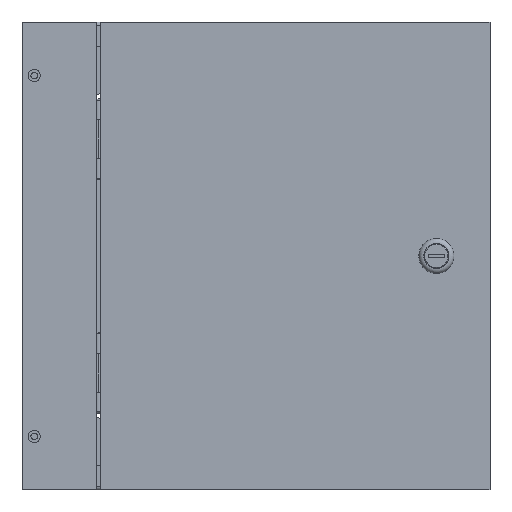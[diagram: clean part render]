
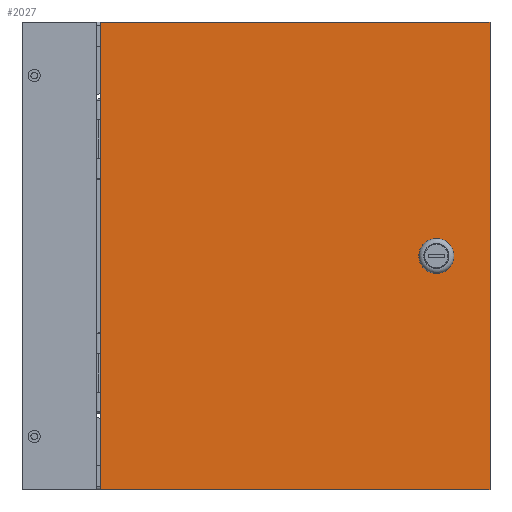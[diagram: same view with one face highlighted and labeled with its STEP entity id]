
A CAD part, front view. The second image highlights one B-rep face of the part: STEP entity #2027.
In plain terms, the highlighted planar face has unit normal (0, -1, 0).
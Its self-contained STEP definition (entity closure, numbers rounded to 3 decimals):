
#2027 = ADVANCED_FACE( '', ( #3958, #3959 ), #3960, .T. );
#3958 = FACE_BOUND( '', #30841, .T. );
#3959 = FACE_OUTER_BOUND( '', #30842, .T. );
#3960 = PLANE( '', #30843 );
#30841 = EDGE_LOOP( '', ( #37798, #37799, #37800, #37801 ) );
#30842 = EDGE_LOOP( '', ( #37802, #37803, #37804, #37805 ) );
#30843 = AXIS2_PLACEMENT_3D( '', #37806, #37807, #37808 );
#37798 = ORIENTED_EDGE( '', *, *, #39666, .F. );
#37799 = ORIENTED_EDGE( '', *, *, #38788, .F. );
#37800 = ORIENTED_EDGE( '', *, *, #38679, .F. );
#37801 = ORIENTED_EDGE( '', *, *, #38832, .F. );
#37802 = ORIENTED_EDGE( '', *, *, #39519, .T. );
#37803 = ORIENTED_EDGE( '', *, *, #39050, .T. );
#37804 = ORIENTED_EDGE( '', *, *, #38719, .T. );
#37805 = ORIENTED_EDGE( '', *, *, #38242, .T. );
#37806 = CARTESIAN_POINT( '', ( 0., 0., 0. ) );
#37807 = DIRECTION( '', ( 0., -1., 0. ) );
#37808 = DIRECTION( '', ( 0., 0., -1. ) );
#38242 = EDGE_CURVE( '', #40229, #40230, #40231, .T. );
#38679 = EDGE_CURVE( '', #40979, #40981, #40982, .T. );
#38719 = EDGE_CURVE( '', #41044, #40229, #41045, .T. );
#38788 = EDGE_CURVE( '', #40981, #41146, #41147, .T. );
#38832 = EDGE_CURVE( '', #41217, #40979, #41219, .T. );
#39050 = EDGE_CURVE( '', #41552, #41044, #41553, .T. );
#39519 = EDGE_CURVE( '', #40230, #41552, #42210, .T. );
#39666 = EDGE_CURVE( '', #41146, #41217, #42400, .T. );
#40229 = VERTEX_POINT( '', #43192 );
#40230 = VERTEX_POINT( '', #43193 );
#40231 = LINE( '', #43194, #43195 );
#40979 = VERTEX_POINT( '', #44895 );
#40981 = VERTEX_POINT( '', #44898 );
#40982 = CIRCLE( '', #44899, 9.716 );
#41044 = VERTEX_POINT( '', #45054 );
#41045 = LINE( '', #45055, #45056 );
#41146 = VERTEX_POINT( '', #45313 );
#41147 = LINE( '', #45314, #45315 );
#41217 = VERTEX_POINT( '', #45470 );
#41219 = LINE( '', #45473, #45474 );
#41552 = VERTEX_POINT( '', #46222 );
#41553 = LINE( '', #46223, #46224 );
#42210 = LINE( '', #47609, #47610 );
#42400 = CIRCLE( '', #48160, 9.716 );
#43192 = CARTESIAN_POINT( '', ( 127., 0., 152.4 ) );
#43193 = CARTESIAN_POINT( '', ( -127., 0., 152.4 ) );
#43194 = CARTESIAN_POINT( '', ( 127., 0., 152.4 ) );
#43195 = VECTOR( '', #49253, 1000. );
#44895 = CARTESIAN_POINT( '', ( 83.947, 0., -5.322 ) );
#44898 = CARTESIAN_POINT( '', ( 100.203, 0., -5.322 ) );
#44899 = AXIS2_PLACEMENT_3D( '', #49687, #49688, #49689 );
#45054 = CARTESIAN_POINT( '', ( 127., 0., -152.4 ) );
#45055 = CARTESIAN_POINT( '', ( 127., 0., -152.4 ) );
#45056 = VECTOR( '', #49726, 1000. );
#45313 = CARTESIAN_POINT( '', ( 100.203, 0., 5.322 ) );
#45314 = CARTESIAN_POINT( '', ( 100.203, 0., 5.322 ) );
#45315 = VECTOR( '', #49777, 1000. );
#45470 = CARTESIAN_POINT( '', ( 83.947, 0., 5.322 ) );
#45473 = CARTESIAN_POINT( '', ( 83.947, 0., 5.322 ) );
#45474 = VECTOR( '', #49822, 1000. );
#46222 = CARTESIAN_POINT( '', ( -127., 0., -152.4 ) );
#46223 = CARTESIAN_POINT( '', ( -127., 0., -152.4 ) );
#46224 = VECTOR( '', #50014, 1000. );
#47609 = CARTESIAN_POINT( '', ( -127., 0., 152.4 ) );
#47610 = VECTOR( '', #50468, 1000. );
#48160 = AXIS2_PLACEMENT_3D( '', #50568, #50569, #50570 );
#49253 = DIRECTION( '', ( -1., 0., 0. ) );
#49687 = CARTESIAN_POINT( '', ( 92.075, 0., 0. ) );
#49688 = DIRECTION( '', ( 0., -1., 0. ) );
#49689 = DIRECTION( '', ( 1., 0., 0. ) );
#49726 = DIRECTION( '', ( 0., 0., 1. ) );
#49777 = DIRECTION( '', ( 0., 0., 1. ) );
#49822 = DIRECTION( '', ( 0., 0., -1. ) );
#50014 = DIRECTION( '', ( 1., 0., 0. ) );
#50468 = DIRECTION( '', ( 0., 0., -1. ) );
#50568 = CARTESIAN_POINT( '', ( 92.075, 0., 0. ) );
#50569 = DIRECTION( '', ( 0., -1., 0. ) );
#50570 = DIRECTION( '', ( 1., 0., 0. ) );
